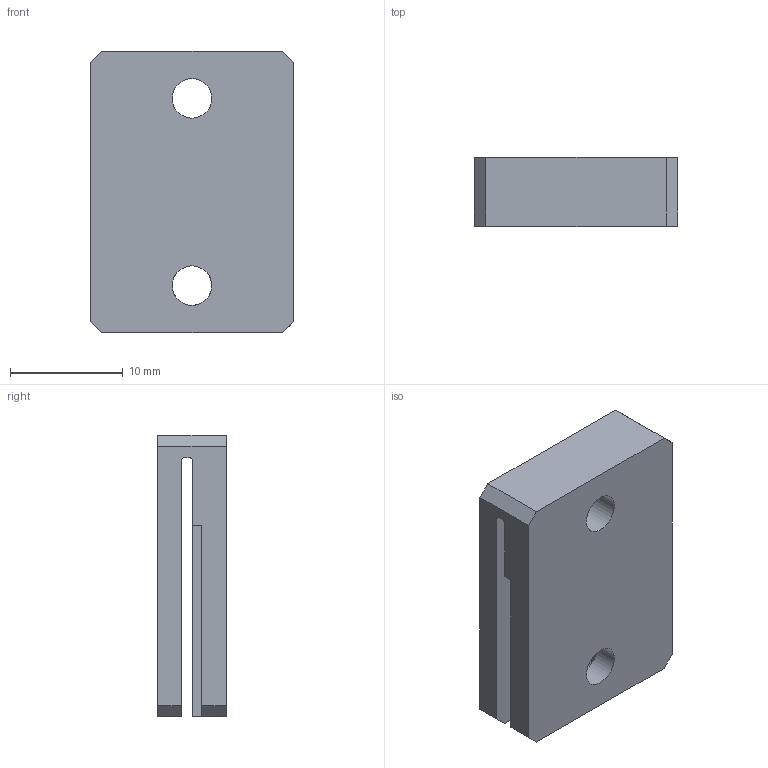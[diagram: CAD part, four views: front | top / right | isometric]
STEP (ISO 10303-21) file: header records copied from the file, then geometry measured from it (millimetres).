
FILE_DESCRIPTION(/* description */ (''),/* implementation_level */ '2;1');
FILE_NAME(/* name */ '02_49__XP__Fix_GT2_Y_Axis___V1.0.step',/* time_stamp */ '2025-04-03T11:25:00+02:00',/* author */ (''),/* organization */ (''),/* preprocessor_version */ 'ST-DEVELOPER v20.1',/* originating_system */ 'Autodesk Translation Framework v14.4.0.0',/* authorisation */ '');
FILE_SCHEMA (('AUTOMOTIVE_DESIGN { 1 0 10303 214 3 1 1 }'));
Length unit declared in the file: millimetre
Products named in the file (1): 02_49__XP__Fix_GT2_Y_Axis___V1.0
Bounding box: 18 x 6.1 x 25 mm (x, y, z)
Volume: 2086 mm3; surface area: 2438.1 mm2
Topology: 1 solids, 1 shells, 109 faces, 315 edges, 210 vertices
Faces by surface type: plane 76, bspline 27, cylinder 6
Full cylindrical faces by diameter (mm): 3.5 x4
Entity records: 3853 total; most frequent: CARTESIAN_POINT 1094, ORIENTED_EDGE 630, DIRECTION 445, EDGE_CURVE 315, LINE 243, VECTOR 243, VERTEX_POINT 210, EDGE_LOOP 119
